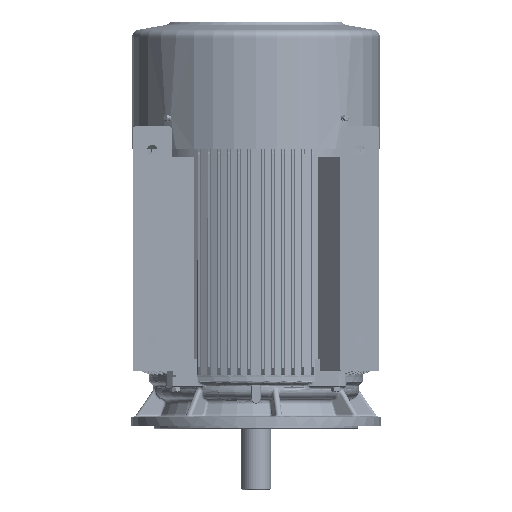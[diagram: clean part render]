
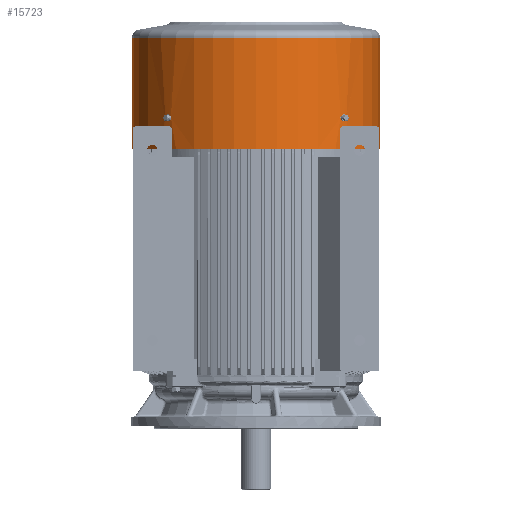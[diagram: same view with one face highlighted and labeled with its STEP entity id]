
A CAD part, left-side view. The second image highlights one B-rep face of the part: STEP entity #15723.
In plain terms, the highlighted cylindrical face has radius 273.5 mm (diameter 547 mm), a partial arc.
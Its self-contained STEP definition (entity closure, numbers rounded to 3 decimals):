
#3185=B_SPLINE_CURVE_WITH_KNOTS('',3,(#339617,#339618,#339619,#339620,#339621,
#339622),.UNSPECIFIED.,.F.,.F.,(4,2,4),(0.,0.5,1.),.UNSPECIFIED.);
#3189=B_SPLINE_CURVE_WITH_KNOTS('',3,(#339655,#339656,#339657,#339658,#339659,
#339660),.UNSPECIFIED.,.F.,.F.,(4,2,4),(0.,0.5,1.),.UNSPECIFIED.);
#3283=B_SPLINE_CURVE_WITH_KNOTS('',3,(#340785,#340786,#340787,#340788,#340789,
#340790,#340791,#340792,#340793,#340794),.UNSPECIFIED.,.F.,.F.,(4,2,2,2,
4),(0.,0.25,0.5,0.75,1.),.UNSPECIFIED.);
#3284=B_SPLINE_CURVE_WITH_KNOTS('',3,(#340798,#340799,#340800,#340801,#340802,
#340803),.UNSPECIFIED.,.F.,.F.,(4,2,4),(0.,0.5,1.),.UNSPECIFIED.);
#3285=B_SPLINE_CURVE_WITH_KNOTS('',3,(#340806,#340807,#340808,#340809,#340810,
#340811,#340812,#340813,#340814,#340815),.UNSPECIFIED.,.F.,.F.,(4,2,2,2,
4),(0.,0.25,0.5,0.75,1.),.UNSPECIFIED.);
#3286=B_SPLINE_CURVE_WITH_KNOTS('',3,(#340819,#340820,#340821,#340822,#340823,
#340824),.UNSPECIFIED.,.F.,.F.,(4,2,4),(0.,0.5,1.),.UNSPECIFIED.);
#10426=FACE_BOUND('',#41233,.T.);
#10427=FACE_BOUND('',#41234,.T.);
#10428=FACE_BOUND('',#41235,.T.);
#15723=ADVANCED_FACE('',(#10426,#10427,#10428),#23607,.T.);
#23607=CYLINDRICAL_SURFACE('',#206000,273.5);
#41233=EDGE_LOOP('',(#100319,#100320,#100321,#100322,#100323));
#41234=EDGE_LOOP('',(#100324,#100325,#100326,#100327,#100328));
#41235=EDGE_LOOP('',(#100329,#100330,#100331,#100332));
#52623=LINE('',#340825,#69069);
#52624=LINE('',#340829,#69070);
#69069=VECTOR('',#235279,1.);
#69070=VECTOR('',#235282,1.);
#100319=ORIENTED_EDGE('',*,*,#169190,.F.);
#100320=ORIENTED_EDGE('',*,*,#169387,.F.);
#100321=ORIENTED_EDGE('',*,*,#169388,.F.);
#100322=ORIENTED_EDGE('',*,*,#169389,.F.);
#100323=ORIENTED_EDGE('',*,*,#169390,.F.);
#100324=ORIENTED_EDGE('',*,*,#169391,.T.);
#100325=ORIENTED_EDGE('',*,*,#169392,.T.);
#100326=ORIENTED_EDGE('',*,*,#169393,.T.);
#100327=ORIENTED_EDGE('',*,*,#169394,.T.);
#100328=ORIENTED_EDGE('',*,*,#169198,.T.);
#100329=ORIENTED_EDGE('',*,*,#169248,.T.);
#100330=ORIENTED_EDGE('',*,*,#169395,.T.);
#100331=ORIENTED_EDGE('',*,*,#169396,.F.);
#100332=ORIENTED_EDGE('',*,*,#169397,.F.);
#146741=VERTEX_POINT('',#339623);
#146742=VERTEX_POINT('',#339624);
#146749=VERTEX_POINT('',#339661);
#146750=VERTEX_POINT('',#339662);
#146783=VERTEX_POINT('',#339762);
#146784=VERTEX_POINT('',#339764);
#146917=VERTEX_POINT('',#340784);
#146918=VERTEX_POINT('',#340795);
#146919=VERTEX_POINT('',#340797);
#146920=VERTEX_POINT('',#340805);
#146921=VERTEX_POINT('',#340816);
#146922=VERTEX_POINT('',#340818);
#146923=VERTEX_POINT('',#340826);
#146924=VERTEX_POINT('',#340828);
#169190=EDGE_CURVE('',#146741,#146742,#3185,.T.);
#169198=EDGE_CURVE('',#146749,#146750,#3189,.T.);
#169248=EDGE_CURVE('',#146784,#146783,#192821,.T.);
#169387=EDGE_CURVE('',#146917,#146741,#192866,.T.);
#169388=EDGE_CURVE('',#146918,#146917,#3283,.T.);
#169389=EDGE_CURVE('',#146919,#146918,#192867,.T.);
#169390=EDGE_CURVE('',#146742,#146919,#3284,.T.);
#169391=EDGE_CURVE('',#146750,#146920,#192868,.T.);
#169392=EDGE_CURVE('',#146920,#146921,#3285,.T.);
#169393=EDGE_CURVE('',#146921,#146922,#192869,.T.);
#169394=EDGE_CURVE('',#146922,#146749,#3286,.T.);
#169395=EDGE_CURVE('',#146783,#146923,#52623,.T.);
#169396=EDGE_CURVE('',#146924,#146923,#192870,.T.);
#169397=EDGE_CURVE('',#146784,#146924,#52624,.T.);
#192821=CIRCLE('',#205946,273.5);
#192866=CIRCLE('',#205995,273.5);
#192867=CIRCLE('',#205996,273.5);
#192868=CIRCLE('',#205997,273.5);
#192869=CIRCLE('',#205998,273.5);
#192870=CIRCLE('',#205999,273.5);
#205946=AXIS2_PLACEMENT_3D('',#339763,#235171,#235172);
#205995=AXIS2_PLACEMENT_3D('',#340783,#235271,#235272);
#205996=AXIS2_PLACEMENT_3D('',#340796,#235273,#235274);
#205997=AXIS2_PLACEMENT_3D('',#340804,#235275,#235276);
#205998=AXIS2_PLACEMENT_3D('',#340817,#235277,#235278);
#205999=AXIS2_PLACEMENT_3D('',#340827,#235280,#235281);
#206000=AXIS2_PLACEMENT_3D('',#340830,#235283,#235284);
#235171=DIRECTION('',(0.,0.,-1.));
#235172=DIRECTION('',(-0.003,-1.,0.));
#235271=DIRECTION('',(0.,0.,1.));
#235272=DIRECTION('',(0.003,1.,0.));
#235273=DIRECTION('',(0.,0.,-1.));
#235274=DIRECTION('',(-0.003,-1.,0.));
#235275=DIRECTION('',(0.,0.,-1.));
#235276=DIRECTION('',(-0.003,-1.,0.));
#235277=DIRECTION('',(0.,0.,1.));
#235278=DIRECTION('',(0.003,1.,0.));
#235279=DIRECTION('',(0.,0.,-1.));
#235280=DIRECTION('',(0.,0.,-1.));
#235281=DIRECTION('',(-0.003,-1.,0.));
#235282=DIRECTION('',(0.,0.,-1.));
#235283=DIRECTION('',(0.,0.,-1.));
#235284=DIRECTION('',(0.003,1.,0.));
#339617=CARTESIAN_POINT('',(9.092,494.087,727.844));
#339618=CARTESIAN_POINT('',(8.169,493.143,727.844));
#339619=CARTESIAN_POINT('',(7.274,492.212,728.386));
#339620=CARTESIAN_POINT('',(6.001,490.875,730.229));
#339621=CARTESIAN_POINT('',(5.629,490.479,731.524));
#339622=CARTESIAN_POINT('',(5.629,490.479,732.844));
#339623=CARTESIAN_POINT('',(9.092,494.087,727.844));
#339624=CARTESIAN_POINT('',(5.629,490.479,732.844));
#339655=CARTESIAN_POINT('',(17.098,103.861,732.844));
#339656=CARTESIAN_POINT('',(17.098,103.861,731.524));
#339657=CARTESIAN_POINT('',(16.703,104.232,730.232));
#339658=CARTESIAN_POINT('',(15.367,105.504,728.388));
#339659=CARTESIAN_POINT('',(14.434,106.401,727.844));
#339660=CARTESIAN_POINT('',(13.489,107.325,727.844));
#339661=CARTESIAN_POINT('',(17.098,103.861,732.844));
#339662=CARTESIAN_POINT('',(13.489,107.325,727.844));
#339762=CARTESIAN_POINT('',(205.563,576.403,909.058));
#339763=CARTESIAN_POINT('',(204.672,302.904,909.058));
#339764=CARTESIAN_POINT('',(203.781,29.406,909.058));
#340783=CARTESIAN_POINT('',(204.672,302.904,727.844));
#340784=CARTESIAN_POINT('',(14.768,499.726,727.844));
#340785=CARTESIAN_POINT('',(14.768,499.726,737.844));
#340786=CARTESIAN_POINT('',(15.718,500.643,737.844));
#340787=CARTESIAN_POINT('',(16.656,501.532,737.303));
#340788=CARTESIAN_POINT('',(18.,502.797,735.458));
#340789=CARTESIAN_POINT('',(18.398,503.165,734.152));
#340790=CARTESIAN_POINT('',(18.399,503.166,731.544));
#340791=CARTESIAN_POINT('',(18.01,502.805,730.245));
#340792=CARTESIAN_POINT('',(16.65,501.527,728.378));
#340793=CARTESIAN_POINT('',(15.718,500.643,727.844));
#340794=CARTESIAN_POINT('',(14.768,499.726,727.844));
#340795=CARTESIAN_POINT('',(14.768,499.726,737.844));
#340796=CARTESIAN_POINT('',(204.672,302.904,737.844));
#340797=CARTESIAN_POINT('',(9.092,494.087,737.844));
#340798=CARTESIAN_POINT('',(5.629,490.479,732.844));
#340799=CARTESIAN_POINT('',(5.629,490.479,734.165));
#340800=CARTESIAN_POINT('',(6.,490.874,735.457));
#340801=CARTESIAN_POINT('',(7.272,492.209,737.301));
#340802=CARTESIAN_POINT('',(8.169,493.143,737.844));
#340803=CARTESIAN_POINT('',(9.092,494.087,737.844));
#340804=CARTESIAN_POINT('',(204.672,302.904,727.844));
#340805=CARTESIAN_POINT('',(7.851,113.,727.844));
#340806=CARTESIAN_POINT('',(7.851,113.,727.844));
#340807=CARTESIAN_POINT('',(6.933,113.951,727.844));
#340808=CARTESIAN_POINT('',(6.044,114.888,728.386));
#340809=CARTESIAN_POINT('',(4.78,116.233,730.231));
#340810=CARTESIAN_POINT('',(4.412,116.63,731.537));
#340811=CARTESIAN_POINT('',(4.411,116.631,734.145));
#340812=CARTESIAN_POINT('',(4.771,116.242,735.444));
#340813=CARTESIAN_POINT('',(6.049,114.883,737.311));
#340814=CARTESIAN_POINT('',(6.933,113.951,737.844));
#340815=CARTESIAN_POINT('',(7.851,113.,737.844));
#340816=CARTESIAN_POINT('',(7.851,113.,737.844));
#340817=CARTESIAN_POINT('',(204.672,302.904,737.844));
#340818=CARTESIAN_POINT('',(13.489,107.325,737.844));
#340819=CARTESIAN_POINT('',(13.489,107.325,737.844));
#340820=CARTESIAN_POINT('',(14.434,106.401,737.844));
#340821=CARTESIAN_POINT('',(15.365,105.507,737.303));
#340822=CARTESIAN_POINT('',(16.701,104.234,735.46));
#340823=CARTESIAN_POINT('',(17.098,103.861,734.165));
#340824=CARTESIAN_POINT('',(17.098,103.861,732.844));
#340825=CARTESIAN_POINT('',(205.563,576.403,949.065));
#340826=CARTESIAN_POINT('',(205.563,576.403,663.844));
#340827=CARTESIAN_POINT('',(204.672,302.904,663.844));
#340828=CARTESIAN_POINT('',(203.781,29.406,663.844));
#340829=CARTESIAN_POINT('',(203.781,29.406,949.065));
#340830=CARTESIAN_POINT('',(204.672,302.904,949.065));
